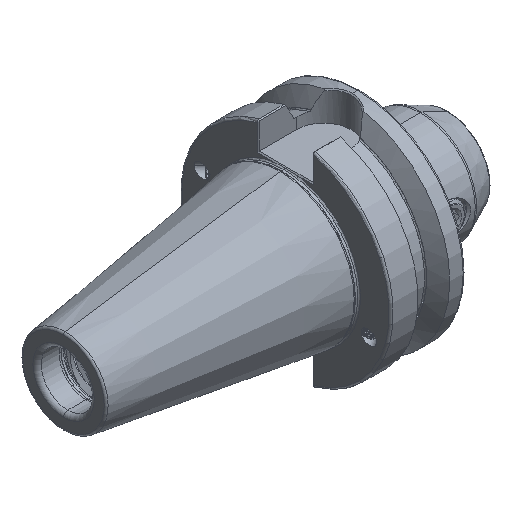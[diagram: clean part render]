
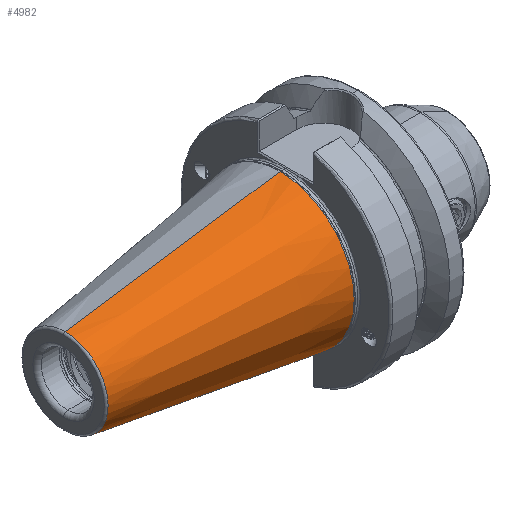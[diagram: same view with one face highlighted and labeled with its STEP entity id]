
A CAD part, isometric view. The second image highlights one B-rep face of the part: STEP entity #4982.
In plain terms, the highlighted conical face has half-angle 8.297 degrees and reference radius 34.998 mm.
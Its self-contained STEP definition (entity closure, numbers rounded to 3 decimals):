
#4982 = ADVANCED_FACE ( 'NONE', ( #16837 ), #16812, .T. ) ;
#7497 = AXIS2_PLACEMENT_3D ( 'NONE', #13041, #13042, #13051 ) ;
#7634 = AXIS2_PLACEMENT_3D ( 'NONE', #13187, #13209, #13188 ) ;
#9606 = CARTESIAN_POINT ( 'NONE',  ( -2.5, 0., 0. ) ) ;
#9607 = DIRECTION ( 'NONE',  ( 0., 0., -1. ) ) ;
#9651 = DIRECTION ( 'NONE',  ( 1., 0., 0. ) ) ;
#10591 = CARTESIAN_POINT ( 'NONE',  ( -2.5, 0., 34.998 ) ) ;
#10593 = DIRECTION ( 'NONE',  ( 0.99, 0., 0.144 ) ) ;
#10706 = CARTESIAN_POINT ( 'NONE',  ( -2.5, 0., -34.998 ) ) ;
#10720 = DIRECTION ( 'NONE',  ( 0.99, 0., -0.144 ) ) ;
#12114 = CARTESIAN_POINT ( 'NONE',  ( -103.944, 0., -20.204 ) ) ;
#12130 = CARTESIAN_POINT ( 'NONE',  ( -2.5, 0., -34.998 ) ) ;
#12143 = CARTESIAN_POINT ( 'NONE',  ( -2.5, 0., 34.998 ) ) ;
#12157 = CARTESIAN_POINT ( 'NONE',  ( -103.944, 0., 20.204 ) ) ;
#13041 = CARTESIAN_POINT ( 'NONE',  ( -103.944, 0., 0. ) ) ;
#13042 = DIRECTION ( 'NONE',  ( 1., 0., 0. ) ) ;
#13051 = DIRECTION ( 'NONE',  ( 0., 0., -1. ) ) ;
#13187 = CARTESIAN_POINT ( 'NONE',  ( -2.5, 0., 0. ) ) ;
#13188 = DIRECTION ( 'NONE',  ( 0., 0., -1. ) ) ;
#13209 = DIRECTION ( 'NONE',  ( 1., 0., 0. ) ) ;
#13996 = AXIS2_PLACEMENT_3D ( 'NONE', #9606, #9651, #9607 ) ;
#14729 = EDGE_LOOP ( 'NONE', ( #18118, #18167, #18129, #18168 ) ) ;
#16248 = VECTOR ( 'NONE', #10593, 1000. ) ;
#16252 = LINE ( 'NONE', #10591, #16248 ) ;
#16283 = LINE ( 'NONE', #10706, #16284 ) ;
#16284 = VECTOR ( 'NONE', #10720, 1000. ) ;
#16400 = CIRCLE ( 'NONE', #7497, 20.204 ) ;
#16812 = CONICAL_SURFACE ( 'NONE', #13996, 34.998, 0.145 ) ;
#16837 = FACE_OUTER_BOUND ( 'NONE', #14729, .T. ) ;
#18118 = ORIENTED_EDGE ( 'NONE', *, *, #20301, .F. ) ;
#18129 = ORIENTED_EDGE ( 'NONE', *, *, #20317, .T. ) ;
#18167 = ORIENTED_EDGE ( 'NONE', *, *, #20487, .T. ) ;
#18168 = ORIENTED_EDGE ( 'NONE', *, *, #20515, .F. ) ;
#19215 = CIRCLE ( 'NONE', #7634, 34.998 ) ;
#20131 = VERTEX_POINT ( 'NONE', #12143 ) ;
#20134 = VERTEX_POINT ( 'NONE', #12114 ) ;
#20145 = VERTEX_POINT ( 'NONE', #12157 ) ;
#20157 = VERTEX_POINT ( 'NONE', #12130 ) ;
#20301 = EDGE_CURVE ( 'NONE', #20145, #20131, #16252, .T. ) ;
#20317 = EDGE_CURVE ( 'NONE', #20134, #20157, #16283, .T. ) ;
#20487 = EDGE_CURVE ( 'NONE', #20145, #20134, #16400, .T. ) ;
#20515 = EDGE_CURVE ( 'NONE', #20131, #20157, #19215, .T. ) ;
